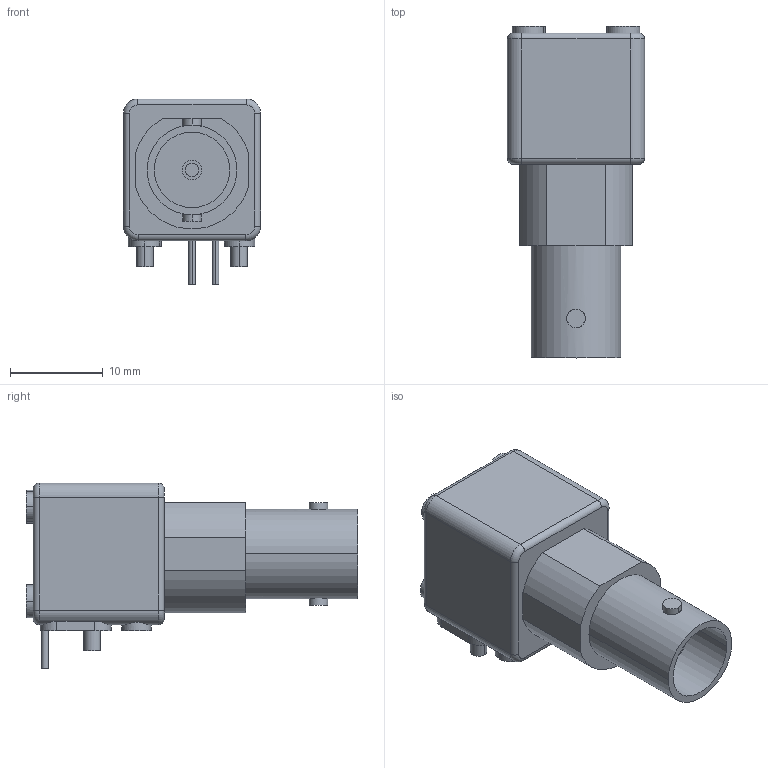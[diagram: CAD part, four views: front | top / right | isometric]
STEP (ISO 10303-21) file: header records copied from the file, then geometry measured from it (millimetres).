
FILE_DESCRIPTION((' '),'2;1');
FILE_NAME( '1564889-62.stp', '2022-09-01T09:35:36', (' '), ('--- Datakit www.datakit.com---'), ' Datakit CrossCadWare V2022.3 Jun 15 2022', 'DATAKIT 2022 (c)', ' ');
FILE_SCHEMA(('AP242_MANAGED_MODEL_BASED_3D_ENGINEERING_MIM_LF { 1 0 10303 442 1 1 4 }'));
Length unit declared in the file: millimetre
Products named in the file (1): 1564889-62
Bounding box: 14.76 x 35.69 x 19.99 mm (x, y, z)
Volume: 4188.5 mm3; surface area: 2522.4 mm2
Topology: 1 solids, 1 shells, 125 faces, 310 edges, 198 vertices
Faces by surface type: cylinder 64, plane 49, torus 12
Entity records: 4051 total; most frequent: CARTESIAN_POINT 814, DIRECTION 686, ORIENTED_EDGE 620, EDGE_CURVE 310, AXIS2_PLACEMENT_3D 266, VERTEX_POINT 198, VECTOR 154, LINE 154
